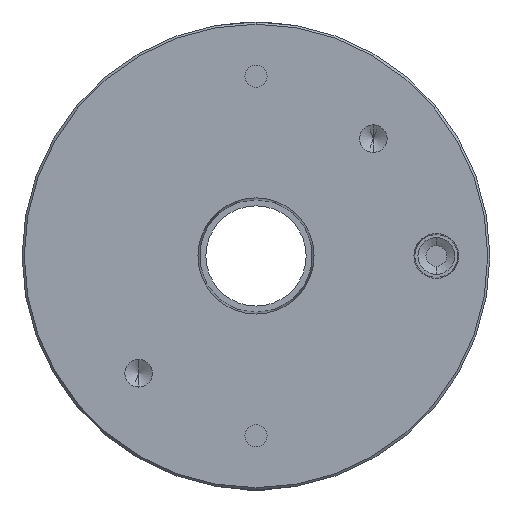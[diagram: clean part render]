
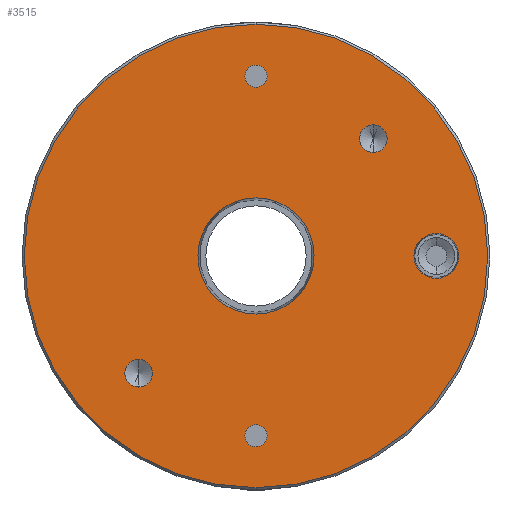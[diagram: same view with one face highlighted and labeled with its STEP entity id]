
A CAD part, front view. The second image highlights one B-rep face of the part: STEP entity #3515.
In plain terms, the highlighted planar face has unit normal (0, -1, 0).
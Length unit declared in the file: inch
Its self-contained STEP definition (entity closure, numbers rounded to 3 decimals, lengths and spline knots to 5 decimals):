
#49 = FACE_BOUND ( 'NONE', #426, .T. ) ;
#86 = VERTEX_POINT ( 'NONE', #2786 ) ;
#149 = AXIS2_PLACEMENT_3D ( 'NONE', #4529, #4123, #2749 ) ;
#268 = VERTEX_POINT ( 'NONE', #1039 ) ;
#426 = EDGE_LOOP ( 'NONE', ( #5045, #5766 ) ) ;
#471 = CARTESIAN_POINT ( 'NONE',  ( 0., -1.491, -2.095 ) ) ;
#491 = FACE_OUTER_BOUND ( 'NONE', #1003, .T. ) ;
#503 = VERTEX_POINT ( 'NONE', #2523 ) ;
#573 = CIRCLE ( 'NONE', #2007, 0.52499 ) ;
#577 = PLANE ( 'NONE',  #1076 ) ;
#588 = CIRCLE ( 'NONE', #1176, 0.1005 ) ;
#605 = DIRECTION ( 'NONE',  ( 0., -1., 0. ) ) ;
#632 = AXIS2_PLACEMENT_3D ( 'NONE', #2754, #3132, #4500 ) ;
#736 = DIRECTION ( 'NONE',  ( 0., 0., -1. ) ) ;
#752 = EDGE_CURVE ( 'NONE', #2024, #4650, #573, .T. ) ;
#780 = AXIS2_PLACEMENT_3D ( 'NONE', #1633, #5577, #4665 ) ;
#832 = CARTESIAN_POINT ( 'NONE',  ( 0., -1.491, -1.625 ) ) ;
#898 = EDGE_LOOP ( 'NONE', ( #4693, #2575 ) ) ;
#942 = FACE_BOUND ( 'NONE', #5107, .T. ) ;
#1003 = EDGE_LOOP ( 'NONE', ( #2854, #1090 ) ) ;
#1020 = DIRECTION ( 'NONE',  ( 0., 0., -1. ) ) ;
#1039 = CARTESIAN_POINT ( 'NONE',  ( 1.06066, -1.491, 1.18566 ) ) ;
#1076 = AXIS2_PLACEMENT_3D ( 'NONE', #1926, #605, #4175 ) ;
#1090 = ORIENTED_EDGE ( 'NONE', *, *, #3137, .T. ) ;
#1131 = AXIS2_PLACEMENT_3D ( 'NONE', #5057, #3246, #1020 ) ;
#1176 = AXIS2_PLACEMENT_3D ( 'NONE', #2064, #3392, #3763 ) ;
#1211 = CIRCLE ( 'NONE', #4793, 0.125 ) ;
#1227 = VERTEX_POINT ( 'NONE', #4622 ) ;
#1251 = DIRECTION ( 'NONE',  ( 0., -1., 0. ) ) ;
#1256 = CARTESIAN_POINT ( 'NONE',  ( 1.06066, -1.491, 1.06066 ) ) ;
#1273 = CARTESIAN_POINT ( 'NONE',  ( 0., -1.491, 1.7255 ) ) ;
#1285 = DIRECTION ( 'NONE',  ( 0., -1., 0. ) ) ;
#1352 = EDGE_CURVE ( 'NONE', #1227, #1959, #5781, .T. ) ;
#1467 = EDGE_CURVE ( 'NONE', #3562, #503, #588, .T. ) ;
#1488 = CARTESIAN_POINT ( 'NONE',  ( 0., -1.491, 0. ) ) ;
#1566 = AXIS2_PLACEMENT_3D ( 'NONE', #832, #5333, #2205 ) ;
#1602 = CIRCLE ( 'NONE', #4911, 2.095 ) ;
#1633 = CARTESIAN_POINT ( 'NONE',  ( 1.63, -1.491, 0. ) ) ;
#1651 = CIRCLE ( 'NONE', #5692, 0.125 ) ;
#1670 = CARTESIAN_POINT ( 'NONE',  ( 0., -1.491, 0. ) ) ;
#1714 = ORIENTED_EDGE ( 'NONE', *, *, #5082, .F. ) ;
#1809 = ORIENTED_EDGE ( 'NONE', *, *, #1906, .F. ) ;
#1906 = EDGE_CURVE ( 'NONE', #503, #3562, #5335, .T. ) ;
#1926 = CARTESIAN_POINT ( 'NONE',  ( -2.115, -1.491, 0. ) ) ;
#1935 = CARTESIAN_POINT ( 'NONE',  ( 1.63, -1.491, 0.2025 ) ) ;
#1946 = DIRECTION ( 'NONE',  ( 0., -1., 0. ) ) ;
#1959 = VERTEX_POINT ( 'NONE', #1935 ) ;
#1965 = VERTEX_POINT ( 'NONE', #3230 ) ;
#1987 = CARTESIAN_POINT ( 'NONE',  ( 0., -1.491, 1.625 ) ) ;
#2007 = AXIS2_PLACEMENT_3D ( 'NONE', #2951, #4764, #3707 ) ;
#2012 = ORIENTED_EDGE ( 'NONE', *, *, #1352, .F. ) ;
#2024 = VERTEX_POINT ( 'NONE', #4796 ) ;
#2025 = CIRCLE ( 'NONE', #149, 2.095 ) ;
#2064 = CARTESIAN_POINT ( 'NONE',  ( 0., -1.491, -1.625 ) ) ;
#2075 = CARTESIAN_POINT ( 'NONE',  ( 1.06066, -1.491, 0.93566 ) ) ;
#2096 = VERTEX_POINT ( 'NONE', #1273 ) ;
#2205 = DIRECTION ( 'NONE',  ( 0., 0., -1. ) ) ;
#2311 = FACE_BOUND ( 'NONE', #3660, .T. ) ;
#2357 = CIRCLE ( 'NONE', #632, 0.125 ) ;
#2470 = EDGE_CURVE ( 'NONE', #2775, #268, #4022, .T. ) ;
#2523 = CARTESIAN_POINT ( 'NONE',  ( 0., -1.491, -1.7255 ) ) ;
#2575 = ORIENTED_EDGE ( 'NONE', *, *, #4102, .F. ) ;
#2610 = ORIENTED_EDGE ( 'NONE', *, *, #5400, .F. ) ;
#2722 = VERTEX_POINT ( 'NONE', #3467 ) ;
#2749 = DIRECTION ( 'NONE',  ( 0., 0., -1. ) ) ;
#2754 = CARTESIAN_POINT ( 'NONE',  ( -1.06066, -1.491, -1.06066 ) ) ;
#2766 = FACE_BOUND ( 'NONE', #898, .T. ) ;
#2775 = VERTEX_POINT ( 'NONE', #2075 ) ;
#2776 = DIRECTION ( 'NONE',  ( 0., -1., 0. ) ) ;
#2786 = CARTESIAN_POINT ( 'NONE',  ( -1.06066, -1.491, -1.18566 ) ) ;
#2854 = ORIENTED_EDGE ( 'NONE', *, *, #4138, .T. ) ;
#2895 = CARTESIAN_POINT ( 'NONE',  ( 1.63, -1.491, 0. ) ) ;
#2951 = CARTESIAN_POINT ( 'NONE',  ( 0., -1.491, 0. ) ) ;
#3074 = DIRECTION ( 'NONE',  ( 0., 0., -1. ) ) ;
#3103 = EDGE_CURVE ( 'NONE', #1965, #86, #2357, .T. ) ;
#3132 = DIRECTION ( 'NONE',  ( 0., -1., 0. ) ) ;
#3137 = EDGE_CURVE ( 'NONE', #3207, #5220, #1602, .T. ) ;
#3203 = ORIENTED_EDGE ( 'NONE', *, *, #3103, .F. ) ;
#3207 = VERTEX_POINT ( 'NONE', #471 ) ;
#3220 = AXIS2_PLACEMENT_3D ( 'NONE', #4000, #2776, #5482 ) ;
#3230 = CARTESIAN_POINT ( 'NONE',  ( -1.06066, -1.491, -0.93566 ) ) ;
#3246 = DIRECTION ( 'NONE',  ( 0., -1., 0. ) ) ;
#3260 = DIRECTION ( 'NONE',  ( 0., -1., 0. ) ) ;
#3271 = AXIS2_PLACEMENT_3D ( 'NONE', #2895, #1946, #3325 ) ;
#3325 = DIRECTION ( 'NONE',  ( 0., 0., -1. ) ) ;
#3362 = CIRCLE ( 'NONE', #3271, 0.2025 ) ;
#3392 = DIRECTION ( 'NONE',  ( 0., -1., 0. ) ) ;
#3467 = CARTESIAN_POINT ( 'NONE',  ( 0., -1.491, 1.5245 ) ) ;
#3515 = ADVANCED_FACE ( 'NONE', ( #49, #942, #491, #2311, #2766, #5790, #4925 ), #577, .T. ) ;
#3516 = EDGE_CURVE ( 'NONE', #2722, #2096, #3875, .T. ) ;
#3562 = VERTEX_POINT ( 'NONE', #4580 ) ;
#3604 = AXIS2_PLACEMENT_3D ( 'NONE', #1488, #3260, #5103 ) ;
#3660 = EDGE_LOOP ( 'NONE', ( #1809, #5707 ) ) ;
#3707 = DIRECTION ( 'NONE',  ( 0., 0., -1. ) ) ;
#3726 = ORIENTED_EDGE ( 'NONE', *, *, #752, .F. ) ;
#3744 = DIRECTION ( 'NONE',  ( 0., 0., -1. ) ) ;
#3763 = DIRECTION ( 'NONE',  ( 0., 0., -1. ) ) ;
#3875 = CIRCLE ( 'NONE', #4178, 0.1005 ) ;
#3956 = CARTESIAN_POINT ( 'NONE',  ( 0., -1.491, 2.095 ) ) ;
#4000 = CARTESIAN_POINT ( 'NONE',  ( 0., -1.491, 1.625 ) ) ;
#4022 = CIRCLE ( 'NONE', #1131, 0.125 ) ;
#4102 = EDGE_CURVE ( 'NONE', #2096, #2722, #5429, .T. ) ;
#4123 = DIRECTION ( 'NONE',  ( 0., -1., 0. ) ) ;
#4138 = EDGE_CURVE ( 'NONE', #5220, #3207, #2025, .T. ) ;
#4175 = DIRECTION ( 'NONE',  ( 0., 0., -1. ) ) ;
#4178 = AXIS2_PLACEMENT_3D ( 'NONE', #1987, #4697, #3744 ) ;
#4218 = EDGE_CURVE ( 'NONE', #4650, #2024, #4769, .T. ) ;
#4290 = EDGE_LOOP ( 'NONE', ( #3726, #4783 ) ) ;
#4500 = DIRECTION ( 'NONE',  ( 0., 0., -1. ) ) ;
#4529 = CARTESIAN_POINT ( 'NONE',  ( 0., -1.491, 0. ) ) ;
#4573 = CARTESIAN_POINT ( 'NONE',  ( 0., -1.491, 0.52499 ) ) ;
#4580 = CARTESIAN_POINT ( 'NONE',  ( 0., -1.491, -1.5245 ) ) ;
#4622 = CARTESIAN_POINT ( 'NONE',  ( 1.63, -1.491, -0.2025 ) ) ;
#4650 = VERTEX_POINT ( 'NONE', #4573 ) ;
#4665 = DIRECTION ( 'NONE',  ( 0., 0., -1. ) ) ;
#4693 = ORIENTED_EDGE ( 'NONE', *, *, #3516, .F. ) ;
#4697 = DIRECTION ( 'NONE',  ( 0., -1., 0. ) ) ;
#4764 = DIRECTION ( 'NONE',  ( 0., -1., 0. ) ) ;
#4769 = CIRCLE ( 'NONE', #3604, 0.52499 ) ;
#4783 = ORIENTED_EDGE ( 'NONE', *, *, #4218, .F. ) ;
#4793 = AXIS2_PLACEMENT_3D ( 'NONE', #5064, #5302, #4934 ) ;
#4796 = CARTESIAN_POINT ( 'NONE',  ( 0., -1.491, -0.52499 ) ) ;
#4911 = AXIS2_PLACEMENT_3D ( 'NONE', #1670, #1251, #736 ) ;
#4925 = FACE_BOUND ( 'NONE', #4290, .T. ) ;
#4934 = DIRECTION ( 'NONE',  ( 0., 0., -1. ) ) ;
#5045 = ORIENTED_EDGE ( 'NONE', *, *, #2470, .F. ) ;
#5057 = CARTESIAN_POINT ( 'NONE',  ( 1.06066, -1.491, 1.06066 ) ) ;
#5064 = CARTESIAN_POINT ( 'NONE',  ( -1.06066, -1.491, -1.06066 ) ) ;
#5082 = EDGE_CURVE ( 'NONE', #86, #1965, #1211, .T. ) ;
#5103 = DIRECTION ( 'NONE',  ( 0., 0., -1. ) ) ;
#5107 = EDGE_LOOP ( 'NONE', ( #1714, #3203 ) ) ;
#5220 = VERTEX_POINT ( 'NONE', #3956 ) ;
#5302 = DIRECTION ( 'NONE',  ( 0., -1., 0. ) ) ;
#5333 = DIRECTION ( 'NONE',  ( 0., -1., 0. ) ) ;
#5335 = CIRCLE ( 'NONE', #1566, 0.1005 ) ;
#5400 = EDGE_CURVE ( 'NONE', #1959, #1227, #3362, .T. ) ;
#5429 = CIRCLE ( 'NONE', #3220, 0.1005 ) ;
#5482 = DIRECTION ( 'NONE',  ( 0., 0., -1. ) ) ;
#5577 = DIRECTION ( 'NONE',  ( 0., -1., 0. ) ) ;
#5691 = EDGE_LOOP ( 'NONE', ( #2012, #2610 ) ) ;
#5692 = AXIS2_PLACEMENT_3D ( 'NONE', #1256, #1285, #3074 ) ;
#5707 = ORIENTED_EDGE ( 'NONE', *, *, #1467, .F. ) ;
#5745 = EDGE_CURVE ( 'NONE', #268, #2775, #1651, .T. ) ;
#5766 = ORIENTED_EDGE ( 'NONE', *, *, #5745, .F. ) ;
#5781 = CIRCLE ( 'NONE', #780, 0.2025 ) ;
#5790 = FACE_BOUND ( 'NONE', #5691, .T. ) ;
